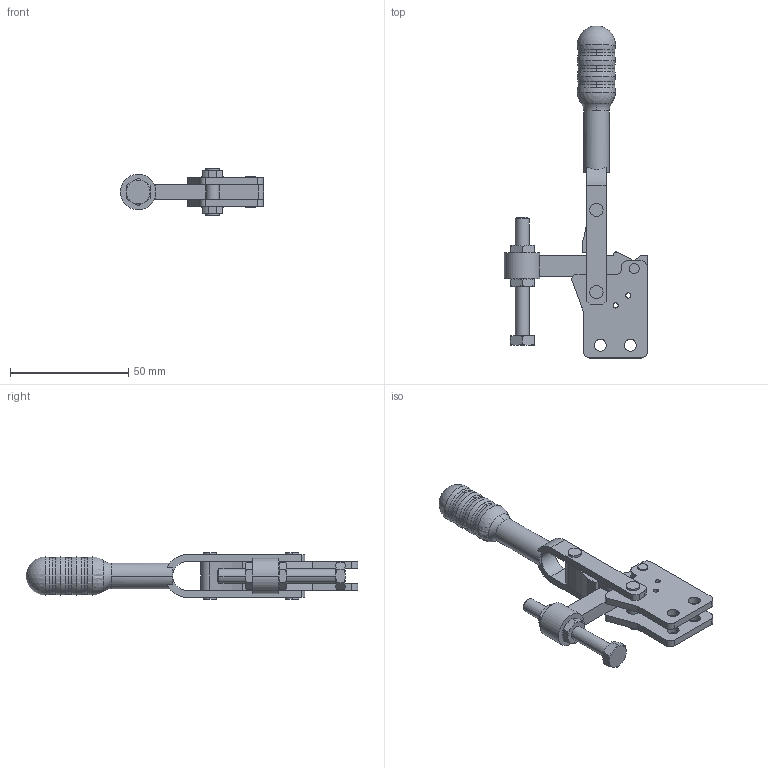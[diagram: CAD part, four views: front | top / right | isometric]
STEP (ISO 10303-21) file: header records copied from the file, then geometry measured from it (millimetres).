
FILE_DESCRIPTION( ( '' ), '1' );
FILE_NAME( 'K0056.0150_(GESCHLOSSEN).stp', '2012-10-29T15:47:55', ( '' ), ( '' ), ' ', ' ', ' ' );
FILE_SCHEMA( ( 'CONFIG_CONTROL_DESIGN' ) );
Length unit declared in the file: millimetre
Products named in the file (1): 1
Bounding box: 60.51 x 140.34 x 19.8 mm (x, y, z)
Volume: 26390.4 mm3; surface area: 14381.1 mm2
Topology: 1 solids, 1 shells, 217 faces, 566 edges, 355 vertices
Faces by surface type: plane 79, cylinder 78, cone 38, torus 14, sphere 8
Entity records: 6668 total; most frequent: CARTESIAN_POINT 1310, DIRECTION 1169, ORIENTED_EDGE 1100, EDGE_CURVE 550, AXIS2_PLACEMENT_3D 475, VERTEX_POINT 355, EDGE_LOOP 265, CIRCLE 257
